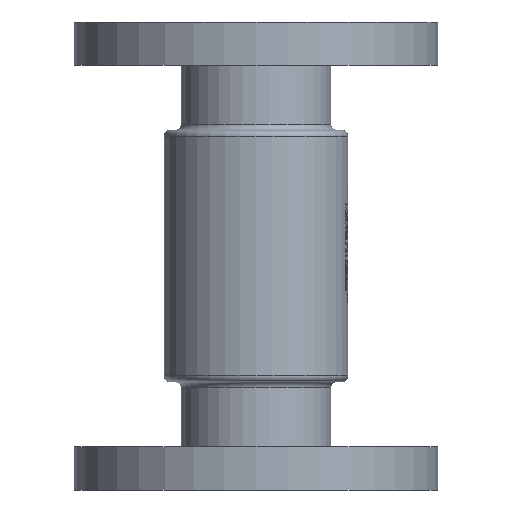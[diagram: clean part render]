
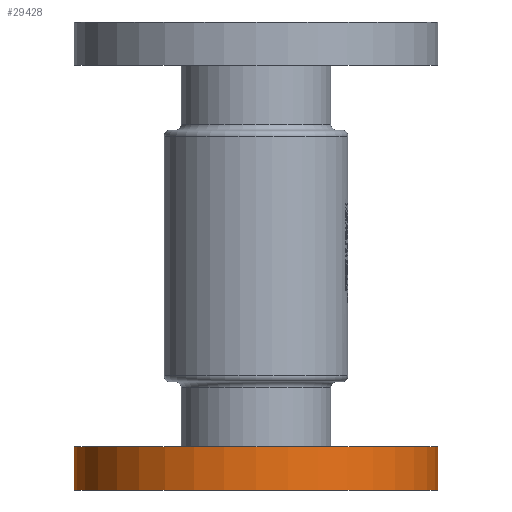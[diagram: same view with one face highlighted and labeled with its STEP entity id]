
A CAD part, front view. The second image highlights one B-rep face of the part: STEP entity #29428.
In plain terms, the highlighted cylindrical face has radius 92.5 mm (diameter 185 mm), a partial arc.
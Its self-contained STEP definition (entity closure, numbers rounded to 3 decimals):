
#972 = EDGE_CURVE ( 'NONE', #15658, #1246, #30286, .T. ) ;
#1246 = VERTEX_POINT ( 'NONE', #18771 ) ;
#1568 = CARTESIAN_POINT ( 'NONE',  ( 92.5, 0., -216. ) ) ;
#1808 = ORIENTED_EDGE ( 'NONE', *, *, #10568, .F. ) ;
#4085 = DIRECTION ( 'NONE',  ( 0., 0., 1. ) ) ;
#5770 = DIRECTION ( 'NONE',  ( 1., 0., 0. ) ) ;
#5874 = VECTOR ( 'NONE', #6839, 1000. ) ;
#5933 = CARTESIAN_POINT ( 'NONE',  ( 0., 0., -238. ) ) ;
#6262 = VECTOR ( 'NONE', #25685, 1000. ) ;
#6839 = DIRECTION ( 'NONE',  ( 0., 0., -1. ) ) ;
#7140 = CARTESIAN_POINT ( 'NONE',  ( 92.5, 0., -238. ) ) ;
#8574 = DIRECTION ( 'NONE',  ( 1., 0., 0. ) ) ;
#9162 = CARTESIAN_POINT ( 'NONE',  ( -92.5, 0., -238. ) ) ;
#9911 = FACE_OUTER_BOUND ( 'NONE', #18052, .T. ) ;
#10348 = EDGE_CURVE ( 'NONE', #24207, #18707, #16245, .T. ) ;
#10568 = EDGE_CURVE ( 'NONE', #15658, #24207, #16704, .T. ) ;
#11183 = CIRCLE ( 'NONE', #26546, 92.5 ) ;
#11372 = ORIENTED_EDGE ( 'NONE', *, *, #10348, .F. ) ;
#11396 = CARTESIAN_POINT ( 'NONE',  ( -92.5, 0., -216. ) ) ;
#12925 = AXIS2_PLACEMENT_3D ( 'NONE', #24491, #17518, #21861 ) ;
#14661 = EDGE_CURVE ( 'NONE', #1246, #18707, #11183, .T. ) ;
#15658 = VERTEX_POINT ( 'NONE', #11396 ) ;
#16245 = LINE ( 'NONE', #18093, #6262 ) ;
#16704 = CIRCLE ( 'NONE', #19443, 92.5 ) ;
#17064 = CYLINDRICAL_SURFACE ( 'NONE', #12925, 92.5 ) ;
#17518 = DIRECTION ( 'NONE',  ( 0., 0., -1. ) ) ;
#17888 = DIRECTION ( 'NONE',  ( 0., 0., 1. ) ) ;
#18052 = EDGE_LOOP ( 'NONE', ( #1808, #22125, #29157, #11372 ) ) ;
#18093 = CARTESIAN_POINT ( 'NONE',  ( 92.5, 0., -238. ) ) ;
#18707 = VERTEX_POINT ( 'NONE', #7140 ) ;
#18771 = CARTESIAN_POINT ( 'NONE',  ( -92.5, 0., -238. ) ) ;
#19443 = AXIS2_PLACEMENT_3D ( 'NONE', #27662, #4085, #8574 ) ;
#21861 = DIRECTION ( 'NONE',  ( 1., 0., 0. ) ) ;
#22125 = ORIENTED_EDGE ( 'NONE', *, *, #972, .T. ) ;
#24207 = VERTEX_POINT ( 'NONE', #1568 ) ;
#24491 = CARTESIAN_POINT ( 'NONE',  ( 0., 0., -238. ) ) ;
#25685 = DIRECTION ( 'NONE',  ( 0., 0., -1. ) ) ;
#26546 = AXIS2_PLACEMENT_3D ( 'NONE', #5933, #17888, #5770 ) ;
#27662 = CARTESIAN_POINT ( 'NONE',  ( 0., 0., -216. ) ) ;
#29157 = ORIENTED_EDGE ( 'NONE', *, *, #14661, .T. ) ;
#29428 = ADVANCED_FACE ( 'NONE', ( #9911 ), #17064, .T. ) ;
#30286 = LINE ( 'NONE', #9162, #5874 ) ;
